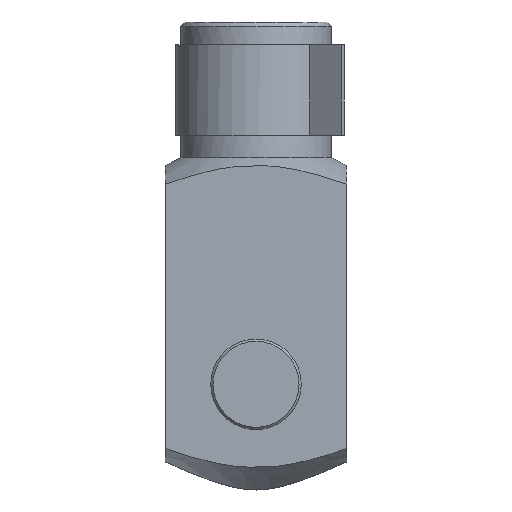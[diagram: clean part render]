
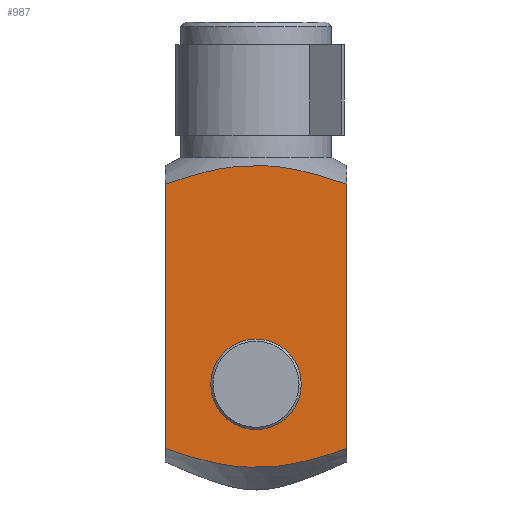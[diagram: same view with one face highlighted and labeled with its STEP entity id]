
A CAD part, front view. The second image highlights one B-rep face of the part: STEP entity #987.
In plain terms, the highlighted planar face has unit normal (0, -1, 0).
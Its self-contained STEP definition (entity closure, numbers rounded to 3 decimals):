
#19=(
BOUNDED_CURVE()
B_SPLINE_CURVE(2,(#1622,#1623,#1624),.UNSPECIFIED.,.F.,.F.)
B_SPLINE_CURVE_WITH_KNOTS((3,3),(0.,2.451),.UNSPECIFIED.)
CURVE()
GEOMETRIC_REPRESENTATION_ITEM()
RATIONAL_B_SPLINE_CURVE((1.,1.414,1.))
REPRESENTATION_ITEM('')
);
#27=(
BOUNDED_CURVE()
B_SPLINE_CURVE(2,(#1674,#1675,#1676),.UNSPECIFIED.,.F.,.F.)
B_SPLINE_CURVE_WITH_KNOTS((3,3),(0.517,3.51),
 .UNSPECIFIED.)
CURVE()
GEOMETRIC_REPRESENTATION_ITEM()
RATIONAL_B_SPLINE_CURVE((1.202,1.699,1.202))
REPRESENTATION_ITEM('')
);
#64=PLANE('',#1078);
#132=LINE('',#1639,#203);
#135=LINE('',#1665,#206);
#203=VECTOR('',#1304,35.015);
#206=VECTOR('',#1323,35.015);
#232=FACE_BOUND('',#360,.T.);
#286=FACE_OUTER_BOUND('',#359,.T.);
#359=EDGE_LOOP('',(#859,#860,#861,#862));
#360=EDGE_LOOP('',(#863));
#361=CIRCLE('',#991,6.);
#398=VERTEX_POINT('',#1332);
#473=VERTEX_POINT('',#1610);
#475=VERTEX_POINT('',#1618);
#479=VERTEX_POINT('',#1635);
#485=VERTEX_POINT('',#1664);
#486=EDGE_CURVE('',#398,#398,#361,.T.);
#594=EDGE_CURVE('',#473,#475,#19,.T.);
#600=EDGE_CURVE('',#475,#479,#132,.T.);
#608=EDGE_CURVE('',#473,#485,#135,.T.);
#611=EDGE_CURVE('',#479,#485,#27,.T.);
#859=ORIENTED_EDGE('',*,*,#594,.T.);
#860=ORIENTED_EDGE('',*,*,#600,.T.);
#861=ORIENTED_EDGE('',*,*,#611,.T.);
#862=ORIENTED_EDGE('',*,*,#608,.F.);
#863=ORIENTED_EDGE('',*,*,#486,.T.);
#987=ADVANCED_FACE('',(#286,#232),#64,.T.);
#991=AXIS2_PLACEMENT_3D('',#1333,#1083,#1084);
#1078=AXIS2_PLACEMENT_3D('',#1677,#1328,#1329);
#1083=DIRECTION('center_axis',(0.,1.,0.));
#1084=DIRECTION('ref_axis',(1.,0.,0.));
#1304=DIRECTION('',(0.,0.,-1.));
#1323=DIRECTION('',(0.,0.,-1.));
#1328=DIRECTION('center_axis',(0.,-1.,0.));
#1329=DIRECTION('ref_axis',(0.,0.,-1.));
#1332=CARTESIAN_POINT('',(6.,-12.,-30.));
#1333=CARTESIAN_POINT('Origin',(0.,-12.,-30.));
#1610=CARTESIAN_POINT('',(12.,-12.,-3.5));
#1618=CARTESIAN_POINT('',(-12.,-12.,-3.5));
#1622=CARTESIAN_POINT('Ctrl Pts',(12.,-12.,-3.5));
#1623=CARTESIAN_POINT('Ctrl Pts',(0.,-12.,0.761));
#1624=CARTESIAN_POINT('Ctrl Pts',(-12.,-12.,-3.5));
#1635=CARTESIAN_POINT('',(-12.,-12.,-38.515));
#1639=CARTESIAN_POINT('',(-12.,-12.,0.));
#1664=CARTESIAN_POINT('',(12.,-12.,-38.515));
#1665=CARTESIAN_POINT('',(12.,-12.,0.));
#1674=CARTESIAN_POINT('Ctrl Pts',(-12.,-12.,-38.515));
#1675=CARTESIAN_POINT('Ctrl Pts',(0.,-12.,-42.757));
#1676=CARTESIAN_POINT('Ctrl Pts',(12.,-12.,-38.515));
#1677=CARTESIAN_POINT('Origin',(-12.,-12.,0.));
